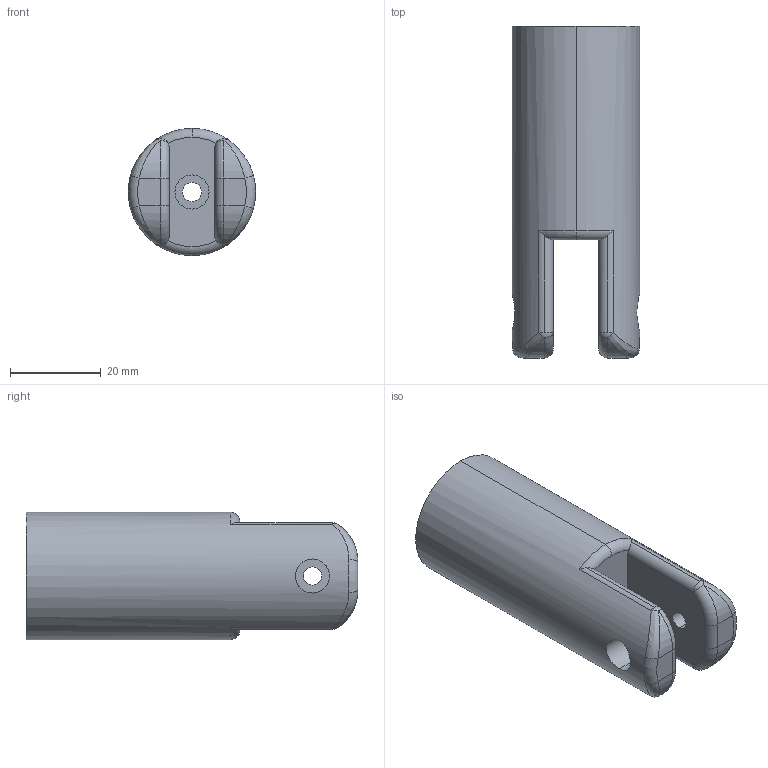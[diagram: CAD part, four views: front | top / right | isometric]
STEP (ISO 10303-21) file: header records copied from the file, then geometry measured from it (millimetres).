
FILE_DESCRIPTION (( 'STEP AP203' ), '1' );
FILE_NAME ('1_3_ArmUpper_B.STEP', '2014-08-31T10:17:25', ( '' ), ( '' ), 'SwSTEP 2.0', 'SolidWorks 2013', '' );
FILE_SCHEMA (( 'CONFIG_CONTROL_DESIGN' ));
Length unit declared in the file: millimetre
Products named in the file (1): 1_3_ArmUpper_B
Bounding box: 28 x 73 x 28 mm (x, y, z)
Volume: 34695 mm3; surface area: 9313.1 mm2
Topology: 1 solids, 1 shells, 56 faces, 132 edges, 81 vertices
Faces by surface type: cylinder 24, plane 15, torus 9, sphere 4, bspline 4
Entity records: 2043 total; most frequent: CARTESIAN_POINT 668, DIRECTION 286, ORIENTED_EDGE 264, EDGE_CURVE 132, AXIS2_PLACEMENT_3D 121, VERTEX_POINT 81, CIRCLE 68, EDGE_LOOP 65
